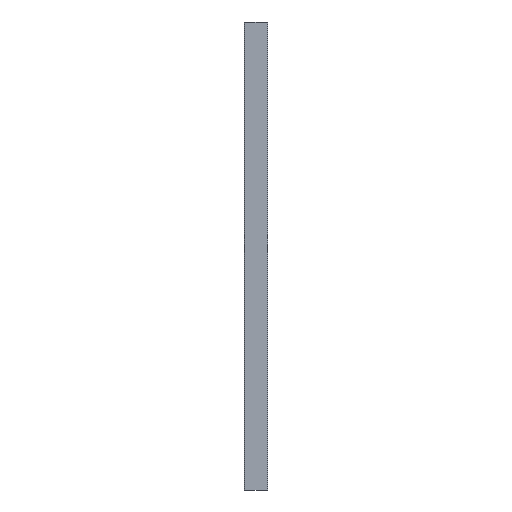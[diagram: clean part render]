
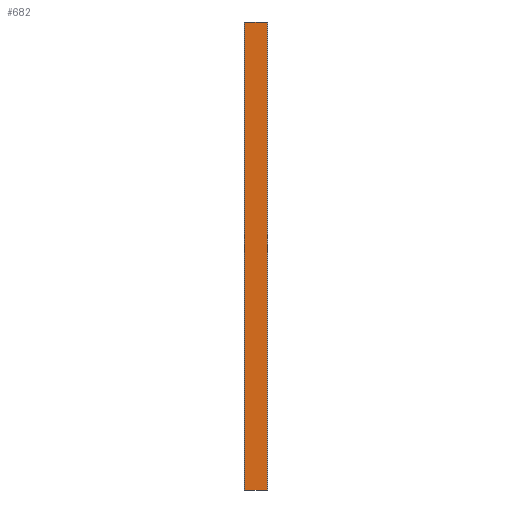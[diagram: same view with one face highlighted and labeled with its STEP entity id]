
A CAD part, front view. The second image highlights one B-rep face of the part: STEP entity #682.
In plain terms, the highlighted face is planar.
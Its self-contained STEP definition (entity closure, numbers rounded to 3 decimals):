
#19 = VERTEX_POINT ( 'NONE', #3120 ) ;
#324 = DIRECTION ( 'NONE',  ( 0., 0., -1. ) ) ;
#345 = VERTEX_POINT ( 'NONE', #3110 ) ;
#575 = CARTESIAN_POINT ( 'NONE',  ( -10.412, 0.734, 500. ) ) ;
#621 = ORIENTED_EDGE ( 'NONE', *, *, #2705, .T. ) ;
#682 = ADVANCED_FACE ( 'NONE', ( #944 ), #820, .T. ) ;
#820 = PLANE ( 'NONE',  #2169 ) ;
#832 = CARTESIAN_POINT ( 'NONE',  ( 84.531, 3.326, 500. ) ) ;
#921 = DIRECTION ( 'NONE',  ( -1., -0.027, 0. ) ) ;
#944 = FACE_OUTER_BOUND ( 'NONE', #2682, .T. ) ;
#1065 = DIRECTION ( 'NONE',  ( 1., 0.027, 0. ) ) ;
#1134 = VERTEX_POINT ( 'NONE', #2963 ) ;
#1201 = CARTESIAN_POINT ( 'NONE',  ( 84.519, 3.326, 500. ) ) ;
#1204 = CARTESIAN_POINT ( 'NONE',  ( 84.519, 3.326, 2000. ) ) ;
#1263 = LINE ( 'NONE', #575, #1970 ) ;
#1334 = CARTESIAN_POINT ( 'NONE',  ( 84.531, 3.326, 0. ) ) ;
#1488 = EDGE_CURVE ( 'NONE', #1134, #2486, #2722, .T. ) ;
#1579 = DIRECTION ( 'NONE',  ( 1., 0.027, 0. ) ) ;
#1796 = EDGE_CURVE ( 'NONE', #19, #1134, #2478, .T. ) ;
#1870 = CARTESIAN_POINT ( 'NONE',  ( -0.028, 1.018, 2000. ) ) ;
#1893 = EDGE_CURVE ( 'NONE', #2486, #345, #2363, .T. ) ;
#1913 = VECTOR ( 'NONE', #921, 1000. ) ;
#1970 = VECTOR ( 'NONE', #324, 1000. ) ;
#2070 = VECTOR ( 'NONE', #2536, 1000. ) ;
#2169 = AXIS2_PLACEMENT_3D ( 'NONE', #832, #2502, #1065 ) ;
#2186 = ORIENTED_EDGE ( 'NONE', *, *, #1893, .T. ) ;
#2363 = LINE ( 'NONE', #1870, #1913 ) ;
#2442 = VECTOR ( 'NONE', #1579, 1000. ) ;
#2478 = LINE ( 'NONE', #1334, #2442 ) ;
#2486 = VERTEX_POINT ( 'NONE', #1204 ) ;
#2502 = DIRECTION ( 'NONE',  ( 0.027, -1., 0. ) ) ;
#2536 = DIRECTION ( 'NONE',  ( 0., 0., 1. ) ) ;
#2682 = EDGE_LOOP ( 'NONE', ( #2775, #2186, #621, #2700 ) ) ;
#2700 = ORIENTED_EDGE ( 'NONE', *, *, #1796, .T. ) ;
#2705 = EDGE_CURVE ( 'NONE', #345, #19, #1263, .T. ) ;
#2722 = LINE ( 'NONE', #1201, #2070 ) ;
#2775 = ORIENTED_EDGE ( 'NONE', *, *, #1488, .T. ) ;
#2963 = CARTESIAN_POINT ( 'NONE',  ( 84.519, 3.326, 0. ) ) ;
#3110 = CARTESIAN_POINT ( 'NONE',  ( -10.412, 0.734, 2000. ) ) ;
#3120 = CARTESIAN_POINT ( 'NONE',  ( -10.412, 0.734, 0. ) ) ;
